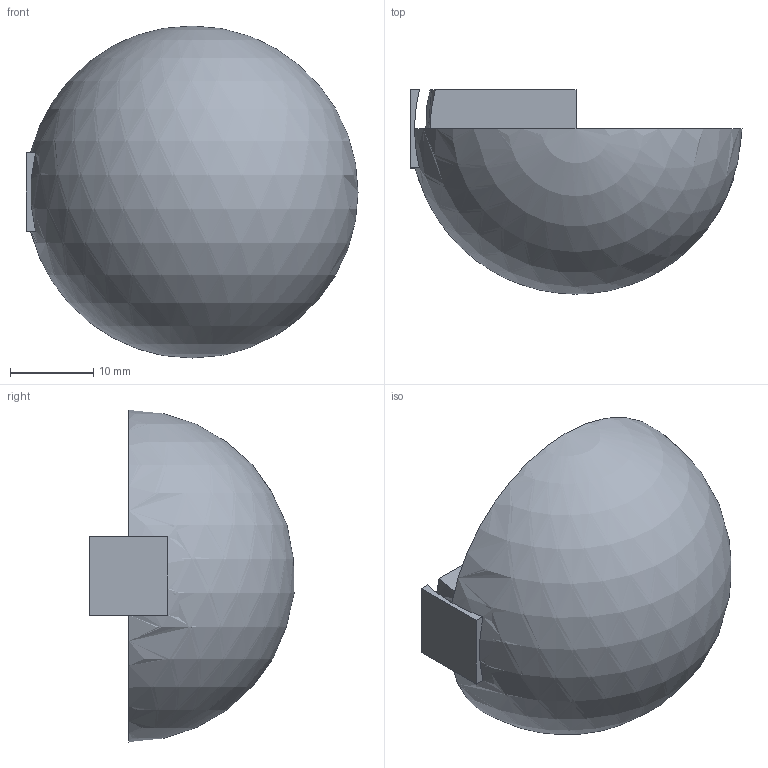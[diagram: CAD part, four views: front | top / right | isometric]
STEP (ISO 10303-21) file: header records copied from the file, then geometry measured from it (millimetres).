
FILE_DESCRIPTION((''),'2;1');
FILE_NAME('BALL_V4','2025-04-10T19:48:43',('quimg'),(''),'CREO PARAMETRIC BY PTC INC, 2024063','CREO PARAMETRIC BY PTC INC, 2024063','');
FILE_SCHEMA(('CONFIG_CONTROL_DESIGN'));
Length unit declared in the file: millimetre
Products named in the file (1): BALL_V4
Bounding box: 40 x 24.59 x 40 mm (x, y, z)
Volume: 1603.9 mm3; surface area: 10042.4 mm2
Topology: 2 solids, 2 shells, 14 faces, 42 edges, 24 vertices
Faces by surface type: plane 10, sphere 4
Entity records: 464 total; most frequent: DIRECTION 80, CARTESIAN_POINT 72, ORIENTED_EDGE 68, EDGE_CURVE 34, AXIS2_PLACEMENT_3D 32, VERTEX_POINT 24, CIRCLE 18, VECTOR 16
